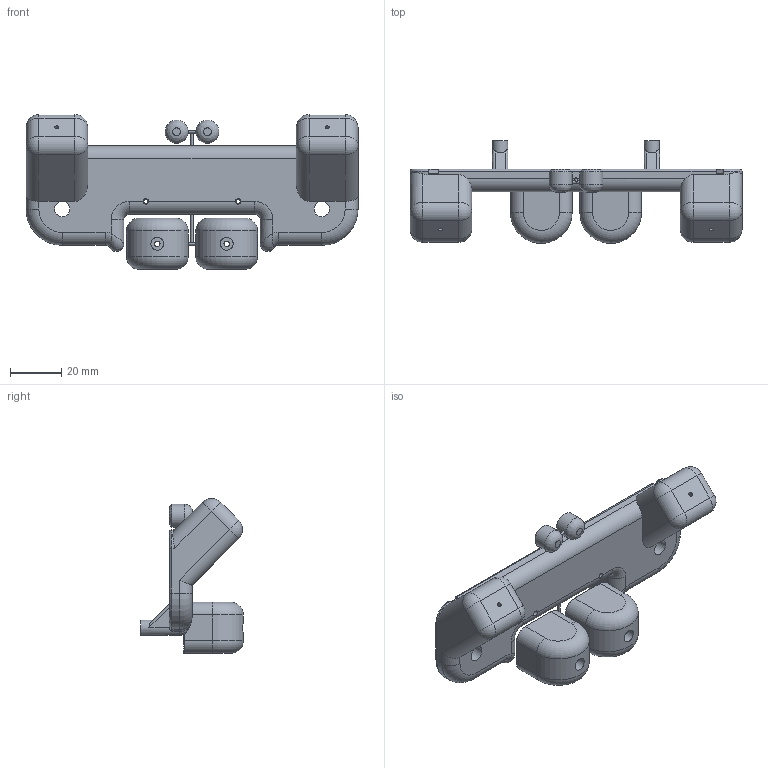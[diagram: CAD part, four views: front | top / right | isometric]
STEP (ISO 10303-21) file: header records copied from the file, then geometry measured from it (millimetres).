
FILE_DESCRIPTION(/* description */ (''),/* implementation_level */ '2;1');
FILE_NAME(/* name */ 'bDriverM5_Grip.step',/* time_stamp */ '2020-01-03T16:08:18+09:00',/* author */ (''),/* organization */ (''),/* preprocessor_version */ 'ST-DEVELOPER v18',/* originating_system */ 'Autodesk Translation Framework v8.12.0.6',/* authorisation */ '');
FILE_SCHEMA (('AUTOMOTIVE_DESIGN { 1 0 10303 214 3 1 1 }'));
Length unit declared in the file: millimetre
Products named in the file (1): bDriverM5_Grip
Bounding box: 129.2 x 40 x 60.3 mm (x, y, z)
Volume: 33688.3 mm3; surface area: 33073.5 mm2
Topology: 1 solids, 3 shells, 392 faces, 910 edges, 533 vertices
Faces by surface type: cylinder 170, plane 136, torus 38, sphere 34, bspline 12, cone 2
Full cylindrical faces by diameter (mm): 1 x6, 1.6 x6, 2.1 x4, 5 x2, 5.6 x2, 6 x6, 9 x4, 10 x2
Entity records: 12120 total; most frequent: CARTESIAN_POINT 3072, DIRECTION 2011, ORIENTED_EDGE 1804, EDGE_CURVE 902, AXIS2_PLACEMENT_3D 781, VERTEX_POINT 533, LINE 449, VECTOR 449
